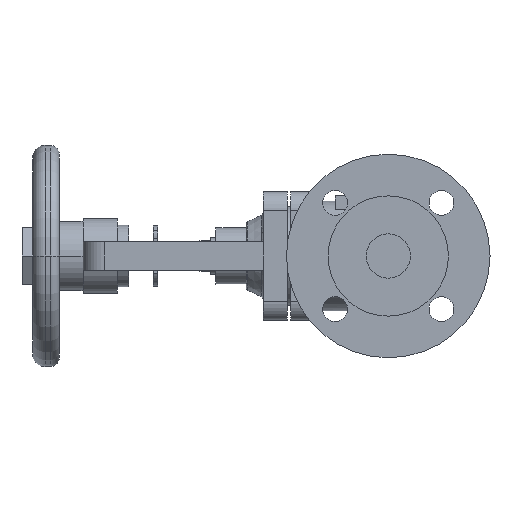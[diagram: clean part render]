
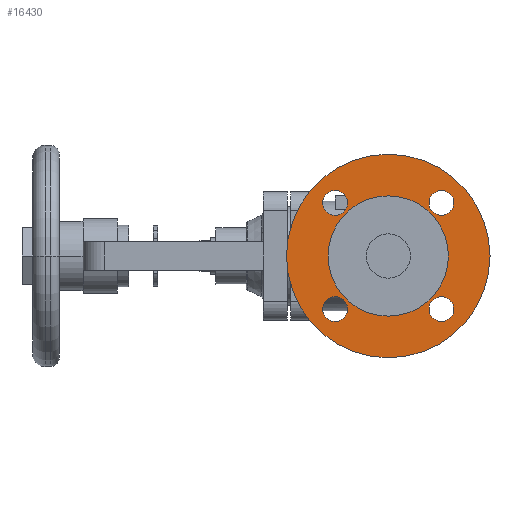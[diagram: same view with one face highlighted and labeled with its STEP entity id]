
A CAD part, left-side view. The second image highlights one B-rep face of the part: STEP entity #16430.
In plain terms, the highlighted planar face has unit normal (-1, 0, 0).
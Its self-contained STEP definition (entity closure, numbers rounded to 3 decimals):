
#7790=CARTESIAN_POINT('',(-78.,0.,-57.5));
#7800=VERTEX_POINT('',#7790);
#7960=CARTESIAN_POINT('',(-78.,0.,57.5));
#7970=VERTEX_POINT('',#7960);
#8000=CARTESIAN_POINT('',(-78.,0.,0.));
#8010=DIRECTION('',(1.,0.,0.));
#8020=DIRECTION('',(0.,0.,-1.));
#8030=AXIS2_PLACEMENT_3D('',#8000,#8010,#8020);
#8040=CIRCLE('',#8030,57.5);
#8050=EDGE_CURVE('',#7800,#7970,#8040,.T.);
#8280=CARTESIAN_POINT('',(-78.,30.052,-23.052));
#8290=VERTEX_POINT('',#8280);
#8450=CARTESIAN_POINT('',(-78.,30.052,-37.052));
#8460=VERTEX_POINT('',#8450);
#8490=CARTESIAN_POINT('',(-78.,30.052,-30.052));
#8500=DIRECTION('',(-1.,0.,0.));
#8510=DIRECTION('',(0.,0.,-1.));
#8520=AXIS2_PLACEMENT_3D('',#8490,#8500,#8510);
#8530=CIRCLE('',#8520,7.);
#8540=EDGE_CURVE('',#8290,#8460,#8530,.T.);
#8770=CARTESIAN_POINT('',(-78.,-30.052,-23.052));
#8780=VERTEX_POINT('',#8770);
#8940=CARTESIAN_POINT('',(-78.,-30.052,-37.052));
#8950=VERTEX_POINT('',#8940);
#8980=CARTESIAN_POINT('',(-78.,-30.052,-30.052));
#8990=DIRECTION('',(-1.,0.,0.));
#9000=DIRECTION('',(0.,0.,-1.));
#9010=AXIS2_PLACEMENT_3D('',#8980,#8990,#9000);
#9020=CIRCLE('',#9010,7.);
#9030=EDGE_CURVE('',#8780,#8950,#9020,.T.);
#9260=CARTESIAN_POINT('',(-78.,30.052,23.052));
#9270=VERTEX_POINT('',#9260);
#9300=CARTESIAN_POINT('',(-78.,30.052,30.052));
#9310=DIRECTION('',(-1.,0.,0.));
#9320=DIRECTION('',(0.,0.,-1.));
#9330=AXIS2_PLACEMENT_3D('',#9300,#9310,#9320);
#9340=CIRCLE('',#9330,7.);
#9350=CARTESIAN_POINT('',(-78.,30.052,37.052));
#9360=VERTEX_POINT('',#9350);
#9370=EDGE_CURVE('',#9360,#9270,#9340,.T.);
#9750=CARTESIAN_POINT('',(-78.,-30.052,23.052));
#9760=VERTEX_POINT('',#9750);
#9920=CARTESIAN_POINT('',(-78.,-30.052,37.052));
#9930=VERTEX_POINT('',#9920);
#9960=CARTESIAN_POINT('',(-78.,-30.052,30.052));
#9970=DIRECTION('',(-1.,0.,0.));
#9980=DIRECTION('',(0.,0.,-1.));
#9990=AXIS2_PLACEMENT_3D('',#9960,#9970,#9980);
#10000=CIRCLE('',#9990,7.);
#10010=EDGE_CURVE('',#9760,#9930,#10000,.T.);
#10240=CARTESIAN_POINT('',(-78.,34.,0.));
#10250=VERTEX_POINT('',#10240);
#10280=CARTESIAN_POINT('',(-78.,0.,0.));
#10290=DIRECTION('',(-1.,0.,0.));
#10300=DIRECTION('',(0.,1.,0.));
#10310=AXIS2_PLACEMENT_3D('',#10280,#10290,#10300);
#10320=CIRCLE('',#10310,34.);
#10330=CARTESIAN_POINT('',(-78.,-34.,0.));
#10340=VERTEX_POINT('',#10330);
#10350=EDGE_CURVE('',#10340,#10250,#10320,.T.);
#16080=CARTESIAN_POINT('',(-78.,45.75,0.));
#16090=DIRECTION('',(1.,0.,0.));
#16100=DIRECTION('',(0.,-1.,0.));
#16110=AXIS2_PLACEMENT_3D('',#16080,#16090,#16100);
#16120=PLANE('',#16110);
#16130=ORIENTED_EDGE('',*,*,#10350,.F.);
#16140=EDGE_CURVE('',#10250,#10340,#10320,.T.);
#16150=ORIENTED_EDGE('',*,*,#16140,.F.);
#16160=EDGE_LOOP('',(#16150,#16130));
#16170=FACE_BOUND('',#16160,.T.);
#16180=EDGE_CURVE('',#7970,#7800,#8040,.T.);
#16190=ORIENTED_EDGE('',*,*,#16180,.F.);
#16200=ORIENTED_EDGE('',*,*,#8050,.F.);
#16210=EDGE_LOOP('',(#16200,#16190));
#16220=FACE_OUTER_BOUND('',#16210,.T.);
#16230=EDGE_CURVE('',#8460,#8290,#8530,.T.);
#16240=ORIENTED_EDGE('',*,*,#16230,.F.);
#16250=ORIENTED_EDGE('',*,*,#8540,.F.);
#16260=EDGE_LOOP('',(#16250,#16240));
#16270=FACE_BOUND('',#16260,.T.);
#16280=EDGE_CURVE('',#8950,#8780,#9020,.T.);
#16290=ORIENTED_EDGE('',*,*,#16280,.F.);
#16300=ORIENTED_EDGE('',*,*,#9030,.F.);
#16310=EDGE_LOOP('',(#16300,#16290));
#16320=FACE_BOUND('',#16310,.T.);
#16330=EDGE_CURVE('',#9270,#9360,#9340,.T.);
#16340=ORIENTED_EDGE('',*,*,#16330,.F.);
#16350=ORIENTED_EDGE('',*,*,#9370,.F.);
#16360=EDGE_LOOP('',(#16350,#16340));
#16370=FACE_BOUND('',#16360,.T.);
#16380=EDGE_CURVE('',#9930,#9760,#10000,.T.);
#16390=ORIENTED_EDGE('',*,*,#16380,.F.);
#16400=ORIENTED_EDGE('',*,*,#10010,.F.);
#16410=EDGE_LOOP('',(#16400,#16390));
#16420=FACE_BOUND('',#16410,.T.);
#16430=ADVANCED_FACE('',(#16170,#16220,#16270,#16320,#16370,#16420),
#16120,.F.);
